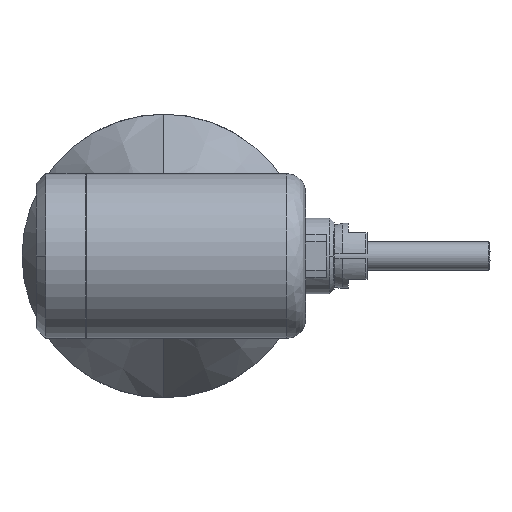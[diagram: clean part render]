
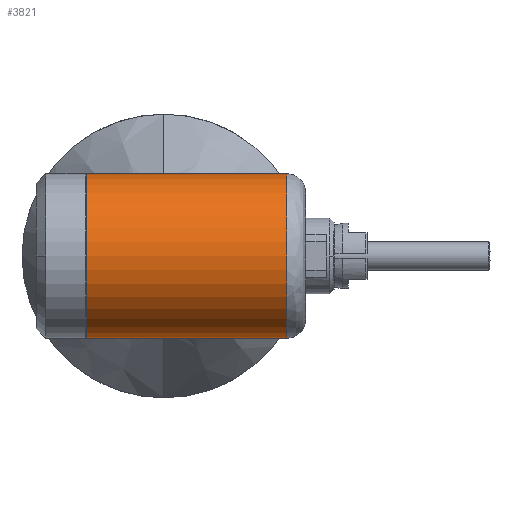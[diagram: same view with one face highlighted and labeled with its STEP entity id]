
A CAD part, left-side view. The second image highlights one B-rep face of the part: STEP entity #3821.
In plain terms, the highlighted cylindrical face has radius 8.7 mm (diameter 17.4 mm), a partial arc.
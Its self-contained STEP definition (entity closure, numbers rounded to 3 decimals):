
#229 = EDGE_CURVE ( 'NONE', #1807, #895, #3603, .T. ) ;
#377 = DIRECTION ( 'NONE',  ( 0., 0., -1. ) ) ;
#470 = VECTOR ( 'NONE', #5034, 1000. ) ;
#490 = VECTOR ( 'NONE', #3195, 1000. ) ;
#648 = LINE ( 'NONE', #2708, #490 ) ;
#895 = VERTEX_POINT ( 'NONE', #3791 ) ;
#1045 = DIRECTION ( 'NONE',  ( 0., -1., 0. ) ) ;
#1099 = EDGE_CURVE ( 'NONE', #895, #6200, #1780, .T. ) ;
#1273 = FACE_OUTER_BOUND ( 'NONE', #2148, .T. ) ;
#1762 = CARTESIAN_POINT ( 'NONE',  ( 0., -24.2, 0. ) ) ;
#1780 = LINE ( 'NONE', #3570, #470 ) ;
#1807 = VERTEX_POINT ( 'NONE', #3691 ) ;
#1950 = ORIENTED_EDGE ( 'NONE', *, *, #5830, .T. ) ;
#2148 = EDGE_LOOP ( 'NONE', ( #5734, #6085, #2721, #1950 ) ) ;
#2209 = EDGE_CURVE ( 'NONE', #1807, #3886, #648, .T. ) ;
#2254 = DIRECTION ( 'NONE',  ( 0., 0., -1. ) ) ;
#2708 = CARTESIAN_POINT ( 'NONE',  ( 0., -26.2, 8.7 ) ) ;
#2721 = ORIENTED_EDGE ( 'NONE', *, *, #1099, .T. ) ;
#3195 = DIRECTION ( 'NONE',  ( 0., -1., 0. ) ) ;
#3341 = CARTESIAN_POINT ( 'NONE',  ( 0., -24.2, 8.7 ) ) ;
#3436 = AXIS2_PLACEMENT_3D ( 'NONE', #1762, #5164, #2254 ) ;
#3523 = CIRCLE ( 'NONE', #3436, 8.7 ) ;
#3570 = CARTESIAN_POINT ( 'NONE',  ( 0., -26.2, -8.7 ) ) ;
#3603 = CIRCLE ( 'NONE', #5174, 8.7 ) ;
#3691 = CARTESIAN_POINT ( 'NONE',  ( 0., -3., 8.7 ) ) ;
#3791 = CARTESIAN_POINT ( 'NONE',  ( 0., -3., -8.7 ) ) ;
#3821 = ADVANCED_FACE ( 'NONE', ( #1273 ), #4989, .T. ) ;
#3886 = VERTEX_POINT ( 'NONE', #3341 ) ;
#3945 = CARTESIAN_POINT ( 'NONE',  ( 0., -3., 0. ) ) ;
#4437 = DIRECTION ( 'NONE',  ( 0., 0., -1. ) ) ;
#4966 = AXIS2_PLACEMENT_3D ( 'NONE', #5719, #5706, #377 ) ;
#4989 = CYLINDRICAL_SURFACE ( 'NONE', #4966, 8.7 ) ;
#5034 = DIRECTION ( 'NONE',  ( 0., -1., 0. ) ) ;
#5164 = DIRECTION ( 'NONE',  ( 0., 1., 0. ) ) ;
#5174 = AXIS2_PLACEMENT_3D ( 'NONE', #3945, #1045, #4437 ) ;
#5706 = DIRECTION ( 'NONE',  ( 0., -1., 0. ) ) ;
#5719 = CARTESIAN_POINT ( 'NONE',  ( 0., -26.2, 0. ) ) ;
#5734 = ORIENTED_EDGE ( 'NONE', *, *, #2209, .F. ) ;
#5830 = EDGE_CURVE ( 'NONE', #6200, #3886, #3523, .T. ) ;
#5962 = CARTESIAN_POINT ( 'NONE',  ( 0., -24.2, -8.7 ) ) ;
#6085 = ORIENTED_EDGE ( 'NONE', *, *, #229, .T. ) ;
#6200 = VERTEX_POINT ( 'NONE', #5962 ) ;
